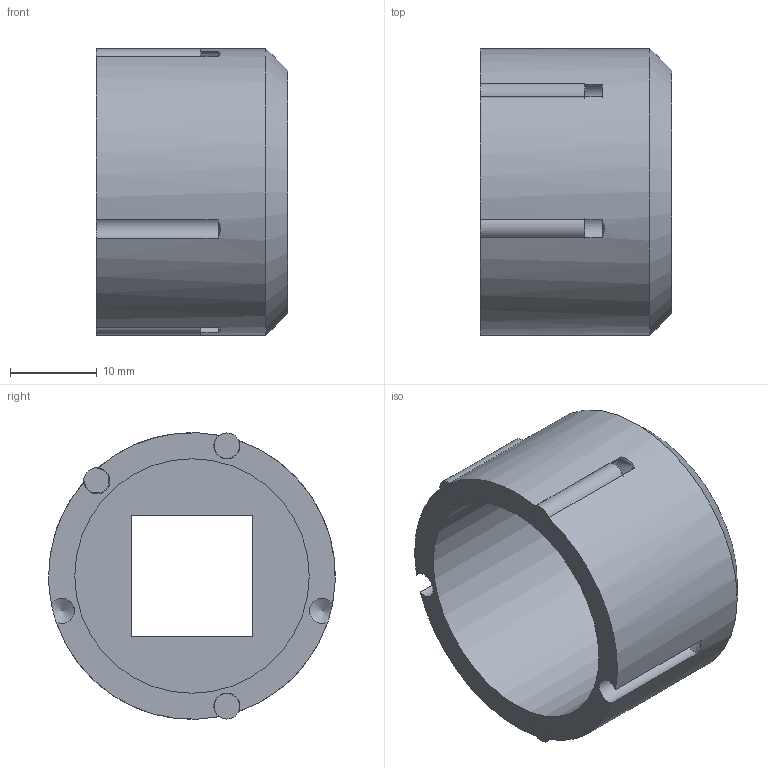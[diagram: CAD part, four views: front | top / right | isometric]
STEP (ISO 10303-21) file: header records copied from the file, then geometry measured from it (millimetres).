
FILE_DESCRIPTION((''),'2;1');
FILE_NAME('58440125X150.stp','2010-10-25T10:11:51',('thilbrands'),(''),'Autodesk Inventor 2008','Autodesk Inventor 2008','');
FILE_SCHEMA(('AUTOMOTIVE_DESIGN { 1 0 10303 214 1 1 1 1 }'));
Length unit declared in the file: millimetre
Products named in the file (3): 58440125X150; DIN EN 22338 C - zurückgezogen 3 h11 x 12 - C
Assembly tree (4 placements, depth 2):
  58440125X150
    58440125X150
    DIN EN 22338 C - zurückgezogen 3 h11 x 12 - C  x3
Bounding box: 22 x 33 x 33 mm (x, y, z)
Volume: 6879.2 mm3; surface area: 5918.5 mm2
Topology: 4 solids, 4 shells, 29 faces, 71 edges, 47 vertices
Faces by surface type: plane 13, bspline 10, cylinder 5, cone 1
Full cylindrical faces by diameter (mm): 3 x3, 27 x1, 33 x1
Entity records: 901 total; most frequent: CARTESIAN_POINT 319, DIRECTION 106, ORIENTED_EDGE 96, EDGE_CURVE 48, AXIS2_PLACEMENT_3D 42, VERTEX_POINT 34, EDGE_LOOP 30, FACE_OUTER_BOUND 23
